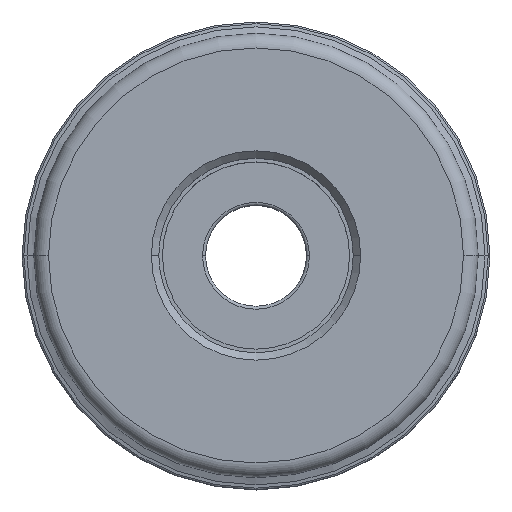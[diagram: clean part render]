
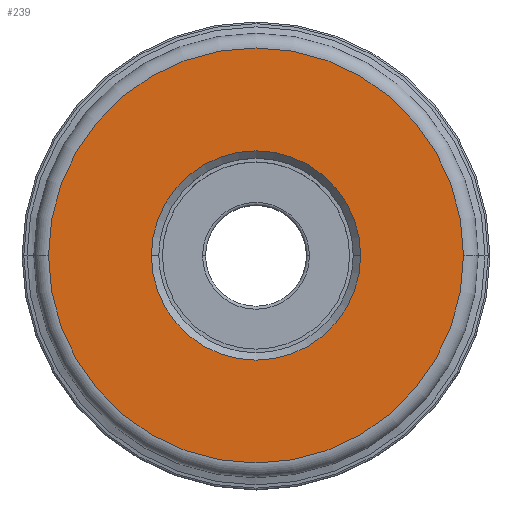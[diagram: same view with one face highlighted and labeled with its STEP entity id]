
A CAD part, top view. The second image highlights one B-rep face of the part: STEP entity #239.
In plain terms, the highlighted planar face has unit normal (0, 0, 1).
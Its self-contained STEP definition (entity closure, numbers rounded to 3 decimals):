
#239=ADVANCED_FACE('',(#308,#309),#301,.F.);
#301=PLANE('',#1520);
#308=FACE_BOUND('',#346,.T.);
#309=FACE_BOUND('',#347,.T.);
#346=EDGE_LOOP('',(#520,#521));
#347=EDGE_LOOP('',(#522,#523));
#520=ORIENTED_EDGE('',*,*,#930,.T.);
#521=ORIENTED_EDGE('',*,*,#931,.T.);
#522=ORIENTED_EDGE('',*,*,#932,.T.);
#523=ORIENTED_EDGE('',*,*,#933,.T.);
#804=VERTEX_POINT('',#2700);
#805=VERTEX_POINT('',#2701);
#806=VERTEX_POINT('',#2704);
#807=VERTEX_POINT('',#2705);
#930=EDGE_CURVE('',#804,#805,#1113,.T.);
#931=EDGE_CURVE('',#805,#804,#1114,.T.);
#932=EDGE_CURVE('',#806,#807,#1115,.T.);
#933=EDGE_CURVE('',#807,#806,#1116,.T.);
#1113=CIRCLE('',#1516,28.163);
#1114=CIRCLE('',#1517,28.163);
#1115=CIRCLE('',#1518,14.2);
#1116=CIRCLE('',#1519,14.2);
#1516=AXIS2_PLACEMENT_3D('',#2699,#1840,#1841);
#1517=AXIS2_PLACEMENT_3D('',#2702,#1842,#1843);
#1518=AXIS2_PLACEMENT_3D('',#2703,#1844,#1845);
#1519=AXIS2_PLACEMENT_3D('',#2706,#1846,#1847);
#1520=AXIS2_PLACEMENT_3D('',#2707,#1848,#1849);
#1840=DIRECTION('',(0.,0.,1.));
#1841=DIRECTION('',(1.,0.,0.));
#1842=DIRECTION('',(0.,0.,1.));
#1843=DIRECTION('',(-1.,0.,0.));
#1844=DIRECTION('',(0.,0.,-1.));
#1845=DIRECTION('',(-1.,0.,0.));
#1846=DIRECTION('',(0.,0.,-1.));
#1847=DIRECTION('',(1.,0.,0.));
#1848=DIRECTION('',(0.,0.,-1.));
#1849=DIRECTION('',(1.,0.,0.));
#2699=CARTESIAN_POINT('',(0.,0.,0.));
#2700=CARTESIAN_POINT('',(28.163,0.,0.));
#2701=CARTESIAN_POINT('',(-28.163,0.,0.));
#2702=CARTESIAN_POINT('',(0.,0.,0.));
#2703=CARTESIAN_POINT('',(0.,0.,0.));
#2704=CARTESIAN_POINT('',(-14.2,0.,0.));
#2705=CARTESIAN_POINT('',(14.2,0.,0.));
#2706=CARTESIAN_POINT('',(0.,0.,0.));
#2707=CARTESIAN_POINT('',(0.,0.,0.));
